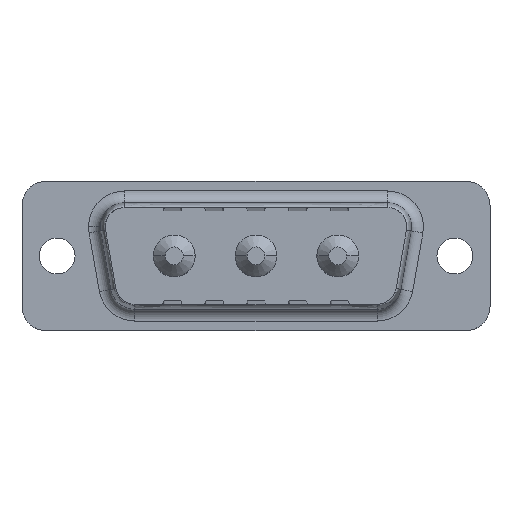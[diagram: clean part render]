
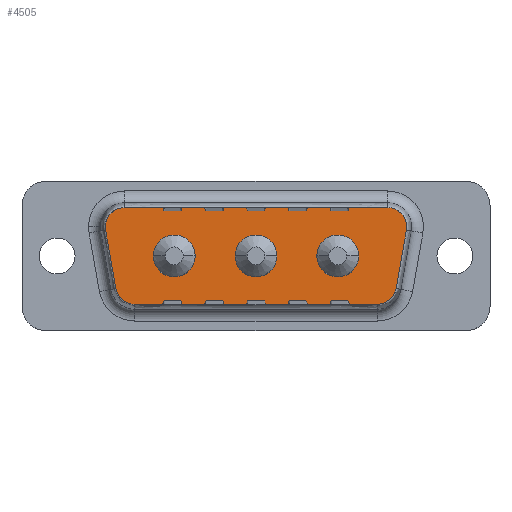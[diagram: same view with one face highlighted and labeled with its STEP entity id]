
A CAD part, top view. The second image highlights one B-rep face of the part: STEP entity #4505.
In plain terms, the highlighted planar face has unit normal (0, 0, 1).
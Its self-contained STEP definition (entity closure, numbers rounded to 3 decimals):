
#89 = CARTESIAN_POINT ( 'NONE',  ( 5.1, 0., -0.4 ) ) ;
#289 = CARTESIAN_POINT ( 'NONE',  ( 10.161, -4.05, -0.4 ) ) ;
#396 = VERTEX_POINT ( 'NONE', #2843 ) ;
#652 = CARTESIAN_POINT ( 'NONE',  ( 11.025, 4.05, -0.4 ) ) ;
#1284 = CARTESIAN_POINT ( 'NONE',  ( -11.025, 4.05, -0.4 ) ) ;
#1298 = CARTESIAN_POINT ( 'NONE',  ( -10.161, -4.05, -0.4 ) ) ;
#1396 = DIRECTION ( 'NONE',  ( -1., 0., 0. ) ) ;
#1495 = CARTESIAN_POINT ( 'NONE',  ( 0., 0., -0.4 ) ) ;
#1532 = AXIS2_PLACEMENT_3D ( 'NONE', #2595, #6922, #1396 ) ;
#1561 = ORIENTED_EDGE ( 'NONE', *, *, #9453, .T. ) ;
#1680 = CIRCLE ( 'NONE', #4388, 1.75 ) ;
#1730 = DIRECTION ( 'NONE',  ( 0., 0., -1. ) ) ;
#1920 = ORIENTED_EDGE ( 'NONE', *, *, #6598, .F. ) ;
#1996 = AXIS2_PLACEMENT_3D ( 'NONE', #11459, #2878, #10322 ) ;
#2011 = VERTEX_POINT ( 'NONE', #5003 ) ;
#2028 = CARTESIAN_POINT ( 'NONE',  ( 12.625, 2.45, -0.4 ) ) ;
#2219 = CIRCLE ( 'NONE', #1996, 1.6 ) ;
#2318 = EDGE_CURVE ( 'NONE', #10912, #6564, #13697, .T. ) ;
#2329 = ORIENTED_EDGE ( 'NONE', *, *, #6793, .F. ) ;
#2572 = CIRCLE ( 'NONE', #13222, 1.6 ) ;
#2587 = DIRECTION ( 'NONE',  ( 0., 0., -1. ) ) ;
#2589 = PLANE ( 'NONE',  #13021 ) ;
#2595 = CARTESIAN_POINT ( 'NONE',  ( -10.161, -2.45, -0.4 ) ) ;
#2731 = EDGE_CURVE ( 'NONE', #6860, #396, #7284, .T. ) ;
#2781 = DIRECTION ( 'NONE',  ( -0.174, 0.985, 0. ) ) ;
#2832 = DIRECTION ( 'NONE',  ( 0., 0., -1. ) ) ;
#2843 = CARTESIAN_POINT ( 'NONE',  ( -5.1, 0., -0.4 ) ) ;
#2874 = CARTESIAN_POINT ( 'NONE',  ( -11.025, 2.45, -0.4 ) ) ;
#2878 = DIRECTION ( 'NONE',  ( 0., 0., -1. ) ) ;
#3002 = DIRECTION ( 'NONE',  ( -1., 0., 0. ) ) ;
#3048 = CARTESIAN_POINT ( 'NONE',  ( -12.601, 2.172, -0.4 ) ) ;
#3267 = VECTOR ( 'NONE', #7292, 1000. ) ;
#3335 = ORIENTED_EDGE ( 'NONE', *, *, #10393, .F. ) ;
#3416 = VERTEX_POINT ( 'NONE', #13290 ) ;
#3517 = CARTESIAN_POINT ( 'NONE',  ( 10.161, -2.45, -0.4 ) ) ;
#3754 = VERTEX_POINT ( 'NONE', #1284 ) ;
#4190 = DIRECTION ( 'NONE',  ( 0., 0., -1. ) ) ;
#4388 = AXIS2_PLACEMENT_3D ( 'NONE', #7294, #9275, #9211 ) ;
#4505 = ADVANCED_FACE ( 'NONE', ( #5936, #13585, #9113, #12586 ), #2589, .F. ) ;
#4799 = EDGE_CURVE ( 'NONE', #3754, #5933, #8224, .T. ) ;
#4937 = CARTESIAN_POINT ( 'NONE',  ( 0., 0., -0.4 ) ) ;
#5003 = CARTESIAN_POINT ( 'NONE',  ( -1.75, 0., -0.4 ) ) ;
#5281 = CARTESIAN_POINT ( 'NONE',  ( 8.6, 0., -0.4 ) ) ;
#5324 = AXIS2_PLACEMENT_3D ( 'NONE', #5674, #8190, #5742 ) ;
#5434 = EDGE_LOOP ( 'NONE', ( #9166, #10946 ) ) ;
#5674 = CARTESIAN_POINT ( 'NONE',  ( 6.85, 0., -0.4 ) ) ;
#5685 = CARTESIAN_POINT ( 'NONE',  ( -11.737, -2.728, -0.4 ) ) ;
#5742 = DIRECTION ( 'NONE',  ( -1., 0., 0. ) ) ;
#5794 = VERTEX_POINT ( 'NONE', #89 ) ;
#5801 = ORIENTED_EDGE ( 'NONE', *, *, #2318, .F. ) ;
#5838 = DIRECTION ( 'NONE',  ( 0., 0., -1. ) ) ;
#5933 = VERTEX_POINT ( 'NONE', #652 ) ;
#5936 = FACE_BOUND ( 'NONE', #5434, .T. ) ;
#6141 = DIRECTION ( 'NONE',  ( -1., 0., 0. ) ) ;
#6190 = ORIENTED_EDGE ( 'NONE', *, *, #7503, .F. ) ;
#6216 = EDGE_CURVE ( 'NONE', #11385, #7158, #12749, .T. ) ;
#6492 = CIRCLE ( 'NONE', #13065, 1.75 ) ;
#6564 = VERTEX_POINT ( 'NONE', #7191 ) ;
#6598 = EDGE_CURVE ( 'NONE', #5933, #8794, #2572, .T. ) ;
#6793 = EDGE_CURVE ( 'NONE', #9299, #12725, #8805, .T. ) ;
#6860 = VERTEX_POINT ( 'NONE', #11155 ) ;
#6862 = AXIS2_PLACEMENT_3D ( 'NONE', #3517, #2587, #12246 ) ;
#6908 = AXIS2_PLACEMENT_3D ( 'NONE', #4937, #1730, #3002 ) ;
#6922 = DIRECTION ( 'NONE',  ( 0., 0., -1. ) ) ;
#7095 = ORIENTED_EDGE ( 'NONE', *, *, #7629, .T. ) ;
#7158 = VERTEX_POINT ( 'NONE', #8091 ) ;
#7191 = CARTESIAN_POINT ( 'NONE',  ( -12.601, 2.172, -0.4 ) ) ;
#7284 = CIRCLE ( 'NONE', #9093, 1.75 ) ;
#7292 = DIRECTION ( 'NONE',  ( -0.174, -0.985, 0. ) ) ;
#7294 = CARTESIAN_POINT ( 'NONE',  ( -6.85, 0., -0.4 ) ) ;
#7332 = EDGE_CURVE ( 'NONE', #396, #6860, #1680, .T. ) ;
#7450 = ORIENTED_EDGE ( 'NONE', *, *, #10571, .F. ) ;
#7503 = EDGE_CURVE ( 'NONE', #6564, #3754, #7566, .T. ) ;
#7566 = CIRCLE ( 'NONE', #7816, 1.6 ) ;
#7629 = EDGE_CURVE ( 'NONE', #7727, #5794, #10078, .T. ) ;
#7698 = EDGE_CURVE ( 'NONE', #2011, #3416, #13699, .T. ) ;
#7727 = VERTEX_POINT ( 'NONE', #5281 ) ;
#7816 = AXIS2_PLACEMENT_3D ( 'NONE', #11835, #10632, #9766 ) ;
#8091 = CARTESIAN_POINT ( 'NONE',  ( 11.737, -2.728, -0.4 ) ) ;
#8190 = DIRECTION ( 'NONE',  ( 0., 0., -1. ) ) ;
#8224 = LINE ( 'NONE', #10424, #12837 ) ;
#8504 = EDGE_LOOP ( 'NONE', ( #11971, #7095 ) ) ;
#8566 = AXIS2_PLACEMENT_3D ( 'NONE', #9236, #9302, #10304 ) ;
#8794 = VERTEX_POINT ( 'NONE', #2028 ) ;
#8805 = LINE ( 'NONE', #1298, #9816 ) ;
#9003 = CIRCLE ( 'NONE', #1532, 1.6 ) ;
#9093 = AXIS2_PLACEMENT_3D ( 'NONE', #10347, #2832, #13616 ) ;
#9101 = ORIENTED_EDGE ( 'NONE', *, *, #13774, .F. ) ;
#9113 = FACE_BOUND ( 'NONE', #8504, .T. ) ;
#9166 = ORIENTED_EDGE ( 'NONE', *, *, #2731, .T. ) ;
#9211 = DIRECTION ( 'NONE',  ( -1., 0., 0. ) ) ;
#9236 = CARTESIAN_POINT ( 'NONE',  ( 6.85, 0., -0.4 ) ) ;
#9275 = DIRECTION ( 'NONE',  ( 0., 0., -1. ) ) ;
#9299 = VERTEX_POINT ( 'NONE', #289 ) ;
#9302 = DIRECTION ( 'NONE',  ( 0., 0., -1. ) ) ;
#9347 = DIRECTION ( 'NONE',  ( 1., 0., 0. ) ) ;
#9446 = DIRECTION ( 'NONE',  ( -1., 0., 0. ) ) ;
#9453 = EDGE_CURVE ( 'NONE', #3416, #2011, #6492, .T. ) ;
#9463 = CIRCLE ( 'NONE', #8566, 1.75 ) ;
#9518 = EDGE_LOOP ( 'NONE', ( #3335, #2329, #9101, #9611, #7450, #1920, #9881, #6190, #5801 ) ) ;
#9611 = ORIENTED_EDGE ( 'NONE', *, *, #6216, .F. ) ;
#9638 = EDGE_LOOP ( 'NONE', ( #13069, #1561 ) ) ;
#9766 = DIRECTION ( 'NONE',  ( -1., 0., 0. ) ) ;
#9816 = VECTOR ( 'NONE', #10735, 1000. ) ;
#9881 = ORIENTED_EDGE ( 'NONE', *, *, #4799, .F. ) ;
#10078 = CIRCLE ( 'NONE', #5324, 1.75 ) ;
#10102 = CARTESIAN_POINT ( 'NONE',  ( -10.161, -4.05, -0.4 ) ) ;
#10151 = DIRECTION ( 'NONE',  ( -1., 0., 0. ) ) ;
#10255 = VECTOR ( 'NONE', #2781, 1000. ) ;
#10304 = DIRECTION ( 'NONE',  ( -1., 0., 0. ) ) ;
#10322 = DIRECTION ( 'NONE',  ( -1., 0., 0. ) ) ;
#10347 = CARTESIAN_POINT ( 'NONE',  ( -6.85, 0., -0.4 ) ) ;
#10393 = EDGE_CURVE ( 'NONE', #12725, #10912, #9003, .T. ) ;
#10424 = CARTESIAN_POINT ( 'NONE',  ( 11.025, 4.05, -0.4 ) ) ;
#10571 = EDGE_CURVE ( 'NONE', #8794, #11385, #2219, .T. ) ;
#10610 = CARTESIAN_POINT ( 'NONE',  ( 12.601, 2.172, -0.4 ) ) ;
#10632 = DIRECTION ( 'NONE',  ( 0., 0., -1. ) ) ;
#10735 = DIRECTION ( 'NONE',  ( -1., 0., 0. ) ) ;
#10881 = EDGE_CURVE ( 'NONE', #5794, #7727, #9463, .T. ) ;
#10912 = VERTEX_POINT ( 'NONE', #5685 ) ;
#10946 = ORIENTED_EDGE ( 'NONE', *, *, #7332, .T. ) ;
#11155 = CARTESIAN_POINT ( 'NONE',  ( -8.6, 0., -0.4 ) ) ;
#11385 = VERTEX_POINT ( 'NONE', #10610 ) ;
#11459 = CARTESIAN_POINT ( 'NONE',  ( 11.025, 2.45, -0.4 ) ) ;
#11764 = CARTESIAN_POINT ( 'NONE',  ( 11.737, -2.728, -0.4 ) ) ;
#11835 = CARTESIAN_POINT ( 'NONE',  ( -11.025, 2.45, -0.4 ) ) ;
#11971 = ORIENTED_EDGE ( 'NONE', *, *, #10881, .T. ) ;
#12246 = DIRECTION ( 'NONE',  ( -1., 0., 0. ) ) ;
#12586 = FACE_OUTER_BOUND ( 'NONE', #9518, .T. ) ;
#12725 = VERTEX_POINT ( 'NONE', #10102 ) ;
#12749 = LINE ( 'NONE', #11764, #3267 ) ;
#12837 = VECTOR ( 'NONE', #9347, 1000. ) ;
#13021 = AXIS2_PLACEMENT_3D ( 'NONE', #2874, #13451, #6141 ) ;
#13065 = AXIS2_PLACEMENT_3D ( 'NONE', #1495, #5838, #10151 ) ;
#13069 = ORIENTED_EDGE ( 'NONE', *, *, #7698, .T. ) ;
#13222 = AXIS2_PLACEMENT_3D ( 'NONE', #13783, #4190, #9446 ) ;
#13290 = CARTESIAN_POINT ( 'NONE',  ( 1.75, 0., -0.4 ) ) ;
#13444 = CIRCLE ( 'NONE', #6862, 1.6 ) ;
#13451 = DIRECTION ( 'NONE',  ( 0., 0., -1. ) ) ;
#13585 = FACE_BOUND ( 'NONE', #9638, .T. ) ;
#13616 = DIRECTION ( 'NONE',  ( -1., 0., 0. ) ) ;
#13697 = LINE ( 'NONE', #3048, #10255 ) ;
#13699 = CIRCLE ( 'NONE', #6908, 1.75 ) ;
#13774 = EDGE_CURVE ( 'NONE', #7158, #9299, #13444, .T. ) ;
#13783 = CARTESIAN_POINT ( 'NONE',  ( 11.025, 2.45, -0.4 ) ) ;
